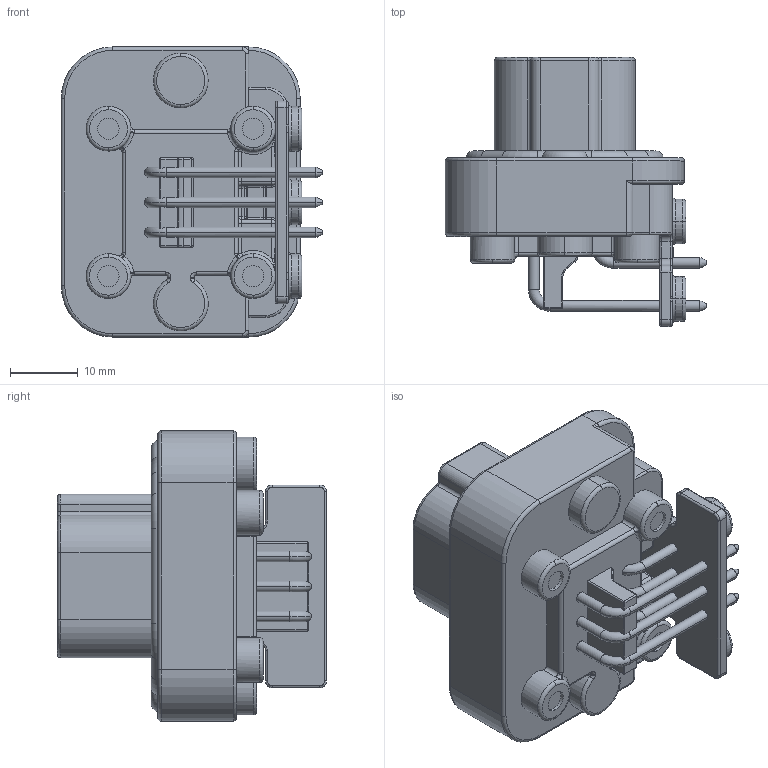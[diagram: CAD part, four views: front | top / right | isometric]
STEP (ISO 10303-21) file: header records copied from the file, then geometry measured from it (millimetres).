
FILE_DESCRIPTION((''),'2;1');
FILE_NAME('C-AT13-6P-BM03GRY_3D','2018-08-07T',('Jony.xie'),(''),'PRO/ENGINEER BY PARAMETRIC TECHNOLOGY CORPORATION, 2013230','PRO/ENGINEER BY PARAMETRIC TECHNOLOGY CORPORATION, 2013230','');
FILE_SCHEMA(('CONFIG_CONTROL_DESIGN'));
Length unit declared in the file: millimetre
Products named in the file (1): C-AT13-6P-BM03GRY_3D
Bounding box: 38.57 x 39.68 x 42.8 mm (x, y, z)
Volume: 19191.2 mm3; surface area: 9915.3 mm2
Topology: 1 solids, 1 shells, 866 faces, 2271 edges, 1430 vertices
Faces by surface type: cylinder 255, plane 221, extrusion 182, torus 121, bspline 49, sphere 22, cone 16
Entity records: 29791 total; most frequent: CARTESIAN_POINT 9206, ORIENTED_EDGE 4498, DIRECTION 3884, EDGE_CURVE 2249, VERTEX_POINT 1430, AXIS2_PLACEMENT_3D 1378, VECTOR 1128, LINE 946
